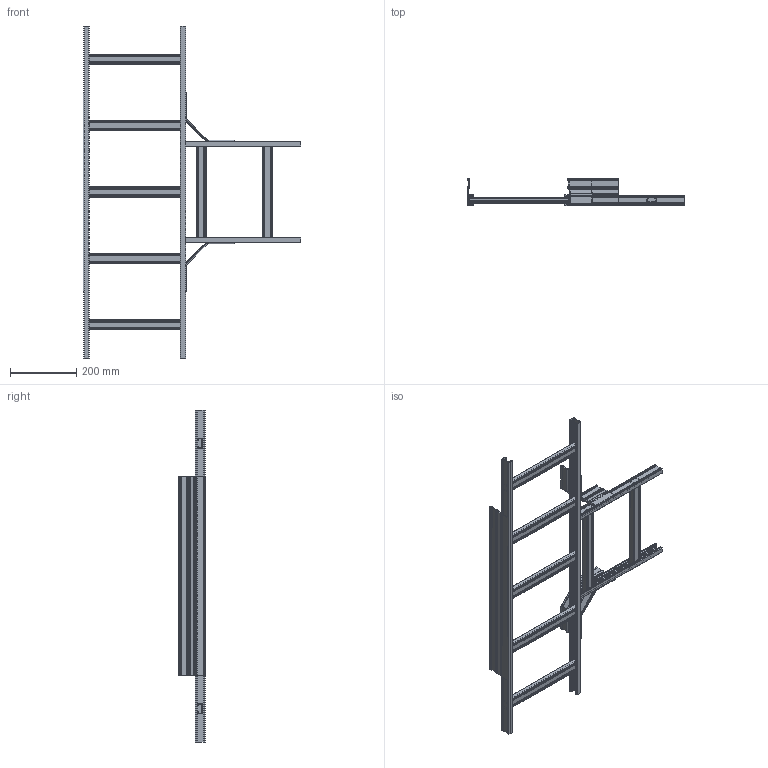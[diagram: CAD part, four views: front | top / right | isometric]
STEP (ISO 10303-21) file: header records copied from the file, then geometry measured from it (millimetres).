
FILE_DESCRIPTION (( 'STEP AP203' ), '1' );
FILE_NAME ('Ò-ïåðåêð¸ñòîê 300 ìì.STEP', '2025-05-06T13:49:11', ( '' ), ( '' ), 'SwSTEP 2.0', 'SolidWorks 2022', '' );
FILE_SCHEMA (( 'CONFIG_CONTROL_DESIGN' ));
Length unit declared in the file: millimetre
Products named in the file (8): Стенка для Х-отвода правый; С-профиль для Х-отвода 346.5мм; Стенка для Х-отвода центр; Стенка для Х-отвода левый; С-профиль для Х-отвода 300мм; С-профиль для Х-отвода 1м; Стенка для Т-отвода 600мм; Т-перекрёсток 300 мм
Assembly tree (18 placements, depth 2):
  Т-перекрёсток 300 мм
    С-профиль для Х-отвода 1м  x2
    С-профиль для Х-отвода 300мм  x7
    С-профиль для Х-отвода 346.5мм  x2
    Стенка для Х-отвода центр  x2
    Стенка для Х-отвода левый  x2
    Стенка для Х-отвода правый  x2
    Стенка для Т-отвода 600мм
Bounding box: 655.5 x 81 x 1000 mm (x, y, z)
Volume: 1013686.7 mm3; surface area: 998169.2 mm2
Topology: 18 solids, 18 shells, 1381 faces, 4035 edges, 2690 vertices
Faces by surface type: cylinder 805, plane 576
Entity records: 19350 total; most frequent: CARTESIAN_POINT 3815, ORIENTED_EDGE 3192, DIRECTION 2982, EDGE_CURVE 1596, VERTEX_POINT 1064, AXIS2_PLACEMENT_3D 1015, VECTOR 952, LINE 952
